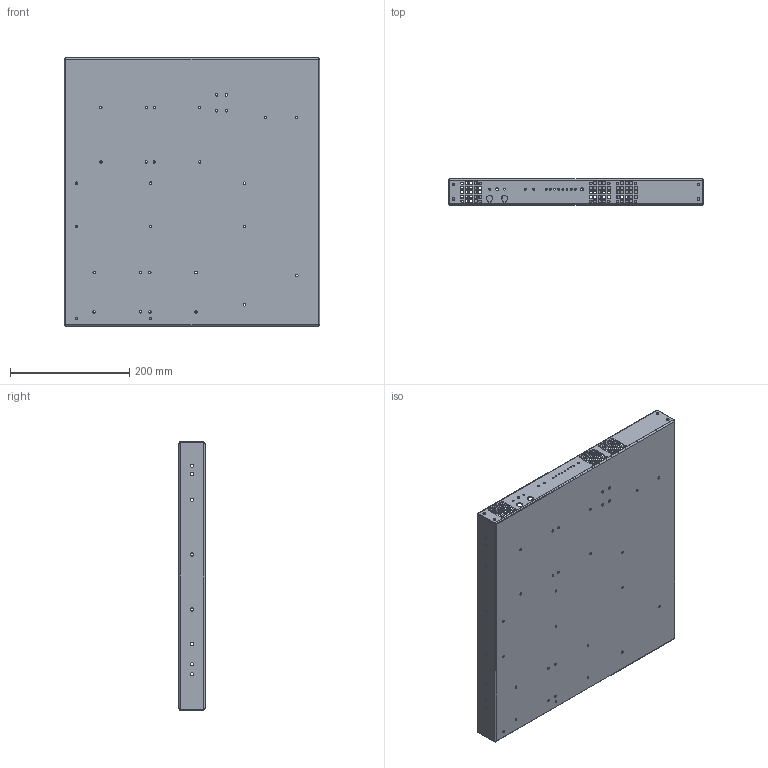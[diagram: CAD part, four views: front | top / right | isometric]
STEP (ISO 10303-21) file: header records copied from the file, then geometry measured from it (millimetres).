
FILE_DESCRIPTION((''),'2;1');
FILE_NAME('R2_CHASSIS_REV3_0063I_','2014-03-11T',('Vaughan'),(''),'PRO/ENGINEER BY PARAMETRIC TECHNOLOGY CORPORATION, 2013050','PRO/ENGINEER BY PARAMETRIC TECHNOLOGY CORPORATION, 2013050','');
FILE_SCHEMA(('CONFIG_CONTROL_DESIGN'));
Length unit declared in the file: millimetre
Products named in the file (1): R2_CHASSIS_REV3_0063I_
Bounding box: 428 x 43.69 x 450 mm (x, y, z)
Volume: 459759.1 mm3; surface area: 585126.8 mm2
Topology: 1 solids, 1 shells, 784 faces, 2218 edges, 1436 vertices
Faces by surface type: plane 456, cylinder 296, bspline 32
Entity records: 27418 total; most frequent: CARTESIAN_POINT 5932, ORIENTED_EDGE 4436, DIRECTION 4186, EDGE_CURVE 2218, VECTOR 1626, LINE 1626, VERTEX_POINT 1436, AXIS2_PLACEMENT_3D 1280
